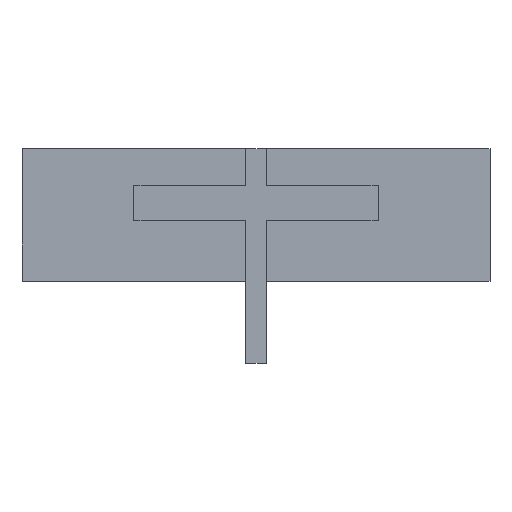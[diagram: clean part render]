
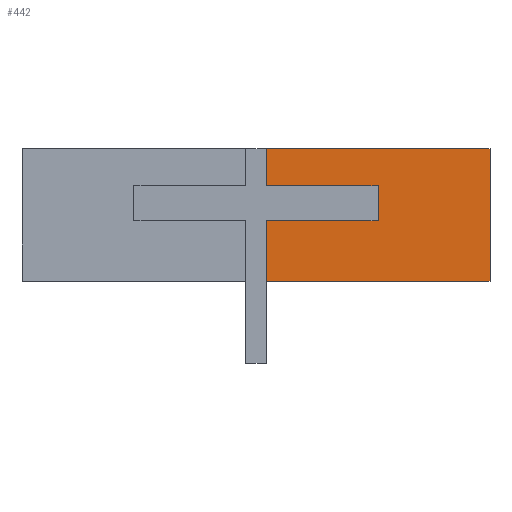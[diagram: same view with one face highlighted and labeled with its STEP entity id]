
A CAD part, top view. The second image highlights one B-rep face of the part: STEP entity #442.
In plain terms, the highlighted planar face has unit normal (0, 0, 1).
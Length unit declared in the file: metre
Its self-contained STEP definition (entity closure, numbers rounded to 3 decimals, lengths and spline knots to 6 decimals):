
#24=FACE_OUTER_BOUND('',#50,.T.);
#50=EDGE_LOOP('',(#311,#312,#313,#314));
#75=LINE('',#632,#135);
#78=LINE('',#637,#138);
#81=LINE('',#642,#141);
#82=LINE('',#644,#142);
#135=VECTOR('',#515,0.01);
#138=VECTOR('',#520,0.01);
#141=VECTOR('',#525,0.01);
#142=VECTOR('',#528,0.01);
#195=VERTEX_POINT('',#630);
#196=VERTEX_POINT('',#631);
#197=VERTEX_POINT('',#636);
#198=VERTEX_POINT('',#640);
#235=EDGE_CURVE('',#195,#196,#75,.T.);
#238=EDGE_CURVE('',#196,#197,#78,.T.);
#241=EDGE_CURVE('',#197,#198,#81,.T.);
#242=EDGE_CURVE('',#198,#195,#82,.T.);
#311=ORIENTED_EDGE('',*,*,#242,.T.);
#312=ORIENTED_EDGE('',*,*,#235,.T.);
#313=ORIENTED_EDGE('',*,*,#238,.T.);
#314=ORIENTED_EDGE('',*,*,#241,.T.);
#416=PLANE('',#484);
#442=ADVANCED_FACE('',(#24),#416,.F.);
#484=AXIS2_PLACEMENT_3D('',#645,#529,#530);
#515=DIRECTION('',(0.,1.,0.));
#520=DIRECTION('',(-1.,0.,0.));
#525=DIRECTION('',(0.,-1.,0.));
#528=DIRECTION('',(1.,0.,0.));
#529=DIRECTION('center_axis',(0.,0.,
-1.));
#530=DIRECTION('ref_axis',(-1.,0.,0.));
#630=CARTESIAN_POINT('',(3.020212,1.286028,5.55));
#631=CARTESIAN_POINT('',(3.020212,1.665688,5.55));
#632=CARTESIAN_POINT('',(3.020212,1.286028,5.55));
#636=CARTESIAN_POINT('',(2.379472,1.665688,5.55));
#637=CARTESIAN_POINT('',(3.020212,1.665688,5.55));
#640=CARTESIAN_POINT('',(2.379472,1.286028,5.55));
#642=CARTESIAN_POINT('',(2.379472,1.665688,5.55));
#644=CARTESIAN_POINT('',(2.379472,1.286028,5.55));
#645=CARTESIAN_POINT('Origin',(2.699842,1.475858,5.55));
